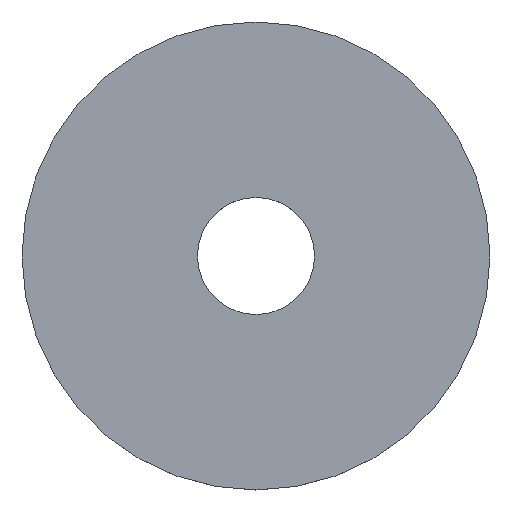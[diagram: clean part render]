
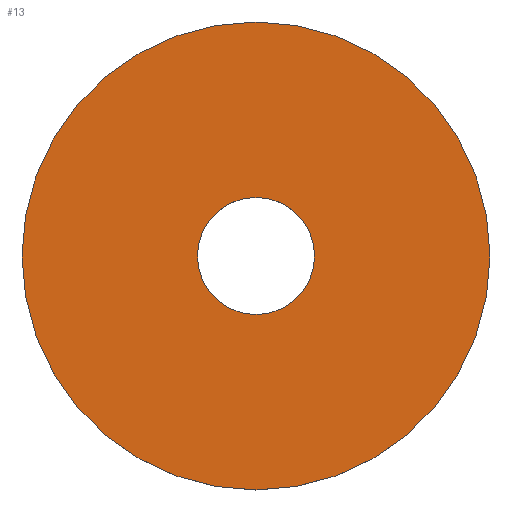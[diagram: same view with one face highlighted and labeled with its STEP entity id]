
A CAD part, top view. The second image highlights one B-rep face of the part: STEP entity #13.
In plain terms, the highlighted planar face has unit normal (0, 0, 1).
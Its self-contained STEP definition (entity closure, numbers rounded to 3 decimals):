
#13 = ADVANCED_FACE ( 'NONE', ( #126, #227 ), #71, .T. ) ;
#14 = DIRECTION ( 'NONE',  ( 1., 0., 0. ) ) ;
#17 = CARTESIAN_POINT ( 'NONE',  ( 3.175, 0., 1. ) ) ;
#18 = AXIS2_PLACEMENT_3D ( 'NONE', #118, #141, #159 ) ;
#29 = DIRECTION ( 'NONE',  ( 1., 0., 0. ) ) ;
#30 = CIRCLE ( 'NONE', #171, 3.175 ) ;
#34 = AXIS2_PLACEMENT_3D ( 'NONE', #69, #142, #29 ) ;
#36 = ORIENTED_EDGE ( 'NONE', *, *, #61, .F. ) ;
#61 = EDGE_CURVE ( 'NONE', #117, #194, #173, .T. ) ;
#69 = CARTESIAN_POINT ( 'NONE',  ( 0., 0., 1. ) ) ;
#71 = PLANE ( 'NONE',  #105 ) ;
#75 = CARTESIAN_POINT ( 'NONE',  ( 0., 0., 1. ) ) ;
#79 = CIRCLE ( 'NONE', #221, 12.7 ) ;
#85 = CARTESIAN_POINT ( 'NONE',  ( 0., 0., 1. ) ) ;
#90 = DIRECTION ( 'NONE',  ( 1., 0., 0. ) ) ;
#93 = ORIENTED_EDGE ( 'NONE', *, *, #153, .F. ) ;
#102 = CARTESIAN_POINT ( 'NONE',  ( -3.175, 0., 1. ) ) ;
#105 = AXIS2_PLACEMENT_3D ( 'NONE', #85, #160, #106 ) ;
#106 = DIRECTION ( 'NONE',  ( 1., 0., 0. ) ) ;
#117 = VERTEX_POINT ( 'NONE', #102 ) ;
#118 = CARTESIAN_POINT ( 'NONE',  ( 0., 0., 1. ) ) ;
#124 = EDGE_LOOP ( 'NONE', ( #36, #93 ) ) ;
#126 = FACE_OUTER_BOUND ( 'NONE', #213, .T. ) ;
#131 = ORIENTED_EDGE ( 'NONE', *, *, #140, .T. ) ;
#132 = VERTEX_POINT ( 'NONE', #201 ) ;
#140 = EDGE_CURVE ( 'NONE', #132, #197, #186, .T. ) ;
#141 = DIRECTION ( 'NONE',  ( 0., 0., 1. ) ) ;
#142 = DIRECTION ( 'NONE',  ( 0., 0., 1. ) ) ;
#149 = DIRECTION ( 'NONE',  ( 0., 0., 1. ) ) ;
#153 = EDGE_CURVE ( 'NONE', #194, #117, #30, .T. ) ;
#159 = DIRECTION ( 'NONE',  ( 1., 0., 0. ) ) ;
#160 = DIRECTION ( 'NONE',  ( 0., 0., 1. ) ) ;
#161 = CARTESIAN_POINT ( 'NONE',  ( 12.7, 0., 1. ) ) ;
#165 = DIRECTION ( 'NONE',  ( 0., 0., 1. ) ) ;
#167 = EDGE_CURVE ( 'NONE', #197, #132, #79, .T. ) ;
#171 = AXIS2_PLACEMENT_3D ( 'NONE', #240, #165, #90 ) ;
#173 = CIRCLE ( 'NONE', #18, 3.175 ) ;
#186 = CIRCLE ( 'NONE', #34, 12.7 ) ;
#194 = VERTEX_POINT ( 'NONE', #17 ) ;
#197 = VERTEX_POINT ( 'NONE', #161 ) ;
#201 = CARTESIAN_POINT ( 'NONE',  ( -12.7, 0., 1. ) ) ;
#213 = EDGE_LOOP ( 'NONE', ( #131, #226 ) ) ;
#221 = AXIS2_PLACEMENT_3D ( 'NONE', #75, #149, #14 ) ;
#226 = ORIENTED_EDGE ( 'NONE', *, *, #167, .T. ) ;
#227 = FACE_BOUND ( 'NONE', #124, .T. ) ;
#240 = CARTESIAN_POINT ( 'NONE',  ( 0., 0., 1. ) ) ;
